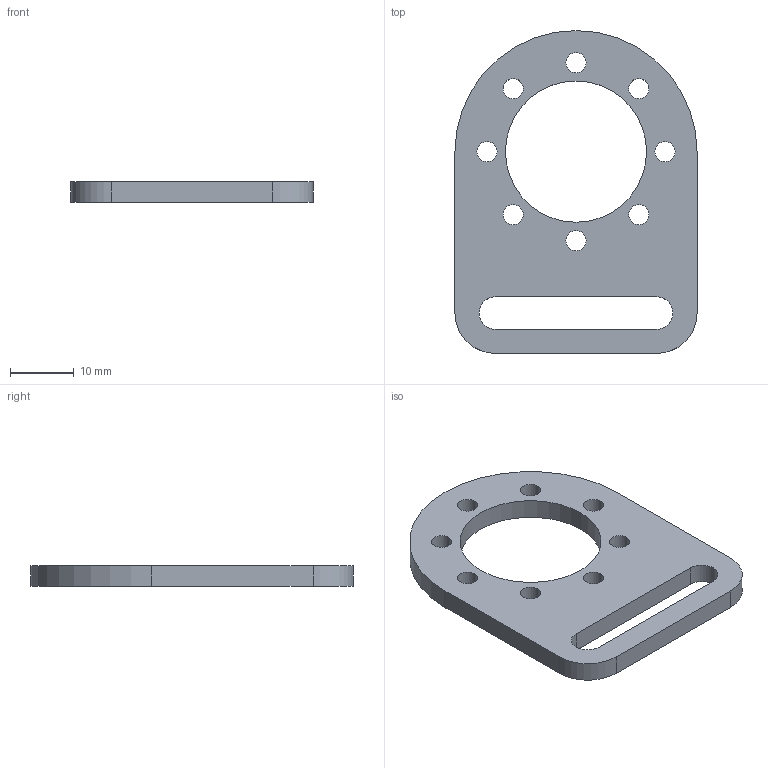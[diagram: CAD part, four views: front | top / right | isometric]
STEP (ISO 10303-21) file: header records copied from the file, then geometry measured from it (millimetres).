
FILE_DESCRIPTION (( 'STEP AP214' ), '1' );
FILE_NAME ('am-5033 Robits Slotted Motor Mount.STEP', '2023-10-06T18:52:10', ( '' ), ( '' ), 'SwSTEP 2.0', 'SolidWorks 2022', '' );
FILE_SCHEMA (( 'AUTOMOTIVE_DESIGN' ));
Length unit declared in the file: inch
Products named in the file (1): am-5033 Robits Slotted Motor Mount
Bounding box: 38.1 x 50.8 x 3.17 mm (x, y, z)
Volume: 3686.4 mm3; surface area: 3504.7 mm2
Topology: 1 solids, 1 shells, 31 faces, 87 edges, 58 vertices
Faces by surface type: cylinder 24, plane 7
Entity records: 1109 total; most frequent: DIRECTION 199, CARTESIAN_POINT 177, ORIENTED_EDGE 174, EDGE_CURVE 87, AXIS2_PLACEMENT_3D 80, VERTEX_POINT 58, EDGE_LOOP 51, CIRCLE 48
